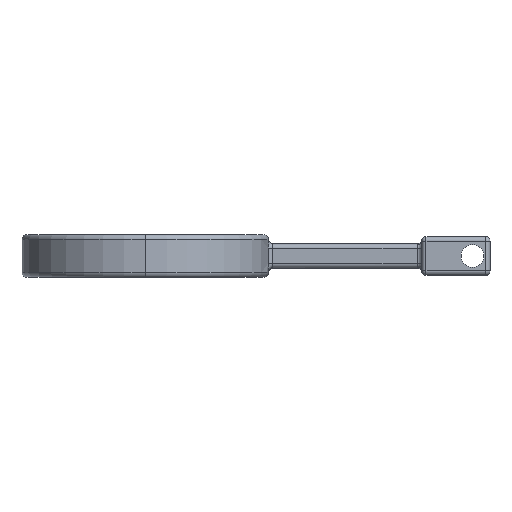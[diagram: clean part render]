
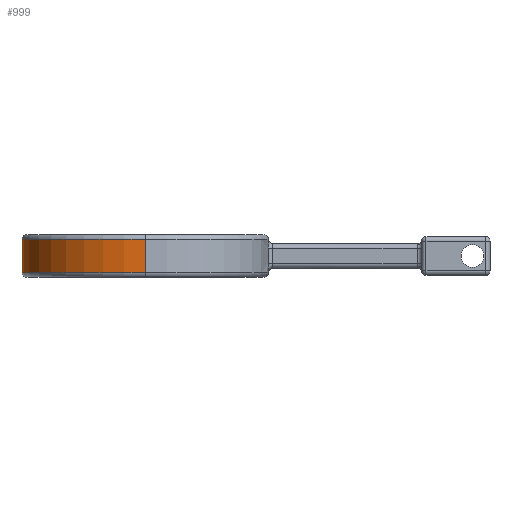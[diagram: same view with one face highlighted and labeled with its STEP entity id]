
A CAD part, left-side view. The second image highlights one B-rep face of the part: STEP entity #999.
In plain terms, the highlighted cylindrical face has radius 14 mm (diameter 28 mm), a partial arc.
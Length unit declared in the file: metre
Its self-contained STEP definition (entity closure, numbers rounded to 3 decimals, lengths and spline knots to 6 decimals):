
#28 = ORIENTED_EDGE ( 'NONE', *, *, #526, .F. ) ;
#192 = VERTEX_POINT ( 'NONE', #2328 ) ;
#238 = DIRECTION ( 'NONE',  ( 0., 0., -1. ) ) ;
#453 = ORIENTED_EDGE ( 'NONE', *, *, #1010, .T. ) ;
#514 = CIRCLE ( 'NONE', #2625, 0.014 ) ;
#526 = EDGE_CURVE ( 'NONE', #1350, #630, #2780, .T. ) ;
#594 = FACE_OUTER_BOUND ( 'NONE', #2996, .T. ) ;
#630 = VERTEX_POINT ( 'NONE', #1183 ) ;
#662 = DIRECTION ( 'NONE',  ( 1., 0., 0. ) ) ;
#709 = ORIENTED_EDGE ( 'NONE', *, *, #1926, .T. ) ;
#898 = AXIS2_PLACEMENT_3D ( 'NONE', #2517, #2936, #2487 ) ;
#945 = VECTOR ( 'NONE', #1627, 1. ) ;
#999 = ADVANCED_FACE ( 'NONE', ( #594 ), #1321, .T. ) ;
#1010 = EDGE_CURVE ( 'NONE', #192, #1781, #2966, .T. ) ;
#1183 = CARTESIAN_POINT ( 'NONE',  ( 0.01403, 0.03379, 0.0019 ) ) ;
#1321 = CYLINDRICAL_SURFACE ( 'NONE', #1492, 0.014 ) ;
#1330 = CARTESIAN_POINT ( 'NONE',  ( 0.01403, 0.03379, -0.0019 ) ) ;
#1350 = VERTEX_POINT ( 'NONE', #1330 ) ;
#1354 = EDGE_CURVE ( 'NONE', #1350, #192, #2379, .T. ) ;
#1360 = CARTESIAN_POINT ( 'NONE',  ( 0.00003, 0.03379, 0.0019 ) ) ;
#1492 = AXIS2_PLACEMENT_3D ( 'NONE', #2289, #2720, #2006 ) ;
#1627 = DIRECTION ( 'NONE',  ( 0., 0., 1. ) ) ;
#1760 = CARTESIAN_POINT ( 'NONE',  ( -0.01397, 0.03379, 0.0019 ) ) ;
#1781 = VERTEX_POINT ( 'NONE', #1760 ) ;
#1806 = CARTESIAN_POINT ( 'NONE',  ( -0.01397, 0.03379, -0.0024 ) ) ;
#1926 = EDGE_CURVE ( 'NONE', #1781, #630, #514, .T. ) ;
#2006 = DIRECTION ( 'NONE',  ( 1., 0., 0. ) ) ;
#2289 = CARTESIAN_POINT ( 'NONE',  ( 0.00003, 0.03379, -0.0024 ) ) ;
#2328 = CARTESIAN_POINT ( 'NONE',  ( -0.01397, 0.03379, -0.0019 ) ) ;
#2342 = CARTESIAN_POINT ( 'NONE',  ( 0.01403, 0.03379, -0.0024 ) ) ;
#2379 = CIRCLE ( 'NONE', #898, 0.014 ) ;
#2487 = DIRECTION ( 'NONE',  ( 1., 0., 0. ) ) ;
#2517 = CARTESIAN_POINT ( 'NONE',  ( 0.00003, 0.03379, -0.0019 ) ) ;
#2625 = AXIS2_PLACEMENT_3D ( 'NONE', #1360, #238, #662 ) ;
#2720 = DIRECTION ( 'NONE',  ( 0., 0., 1. ) ) ;
#2780 = LINE ( 'NONE', #2342, #945 ) ;
#2815 = VECTOR ( 'NONE', #2979, 1. ) ;
#2936 = DIRECTION ( 'NONE',  ( 0., 0., 1. ) ) ;
#2966 = LINE ( 'NONE', #1806, #2815 ) ;
#2979 = DIRECTION ( 'NONE',  ( 0., 0., 1. ) ) ;
#2982 = ORIENTED_EDGE ( 'NONE', *, *, #1354, .T. ) ;
#2996 = EDGE_LOOP ( 'NONE', ( #2982, #453, #709, #28 ) ) ;
